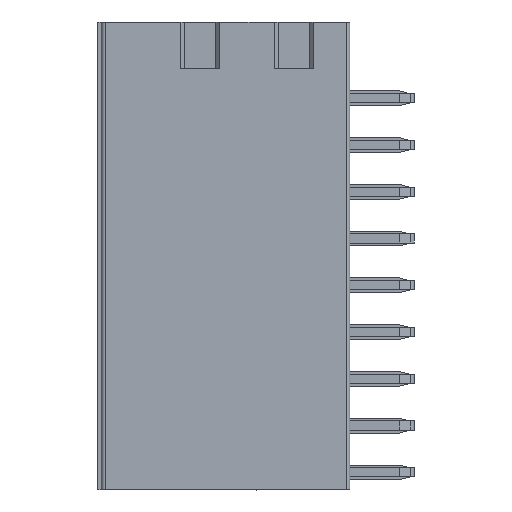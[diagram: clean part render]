
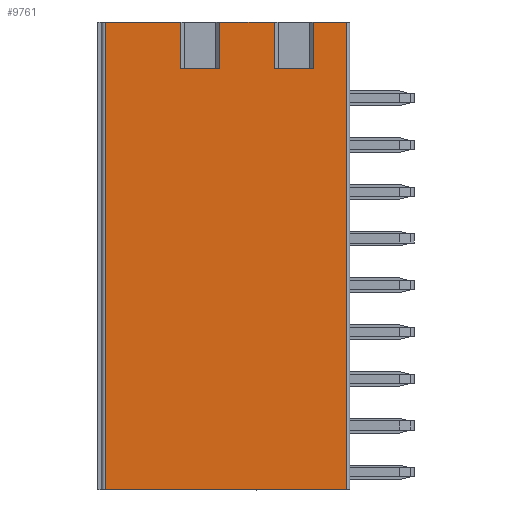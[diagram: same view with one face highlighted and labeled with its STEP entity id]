
A CAD part, top view. The second image highlights one B-rep face of the part: STEP entity #9761.
In plain terms, the highlighted planar face has unit normal (0, 0, 1).
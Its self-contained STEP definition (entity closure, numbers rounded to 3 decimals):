
#366=DIRECTION('',(0.,1.,0.));
#367=VECTOR('',#366,25.4);
#368=CARTESIAN_POINT('',(-13.3,-20.32,0.));
#369=LINE('',#368,#367);
#370=DIRECTION('',(0.,1.,0.));
#371=VECTOR('',#370,2.54);
#372=CARTESIAN_POINT('',(-9.18,2.54,0.));
#373=LINE('',#372,#371);
#374=DIRECTION('',(1.,0.,0.));
#375=VECTOR('',#374,2.1);
#376=CARTESIAN_POINT('',(-9.18,2.54,0.));
#377=LINE('',#376,#375);
#378=DIRECTION('',(0.,1.,0.));
#379=VECTOR('',#378,2.54);
#380=CARTESIAN_POINT('',(-7.08,2.54,0.));
#381=LINE('',#380,#379);
#382=DIRECTION('',(0.,1.,0.));
#383=VECTOR('',#382,2.54);
#384=CARTESIAN_POINT('',(-4.1,2.54,0.));
#385=LINE('',#384,#383);
#386=DIRECTION('',(1.,0.,0.));
#387=VECTOR('',#386,2.1);
#388=CARTESIAN_POINT('',(-4.1,2.54,0.));
#389=LINE('',#388,#387);
#390=DIRECTION('',(0.,1.,0.));
#391=VECTOR('',#390,2.54);
#392=CARTESIAN_POINT('',(-2.,2.54,0.));
#393=LINE('',#392,#391);
#394=DIRECTION('',(0.,1.,0.));
#395=VECTOR('',#394,25.4);
#396=CARTESIAN_POINT('',(-0.2,-20.32,0.));
#397=LINE('',#396,#395);
#2213=DIRECTION('',(1.,0.,0.));
#2214=VECTOR('',#2213,13.1);
#2215=CARTESIAN_POINT('',(-13.3,-20.32,0.));
#2216=LINE('',#2215,#2214);
#2988=DIRECTION('',(1.,0.,0.));
#2989=VECTOR('',#2988,2.98);
#2990=CARTESIAN_POINT('',(-7.08,5.08,0.));
#2991=LINE('',#2990,#2989);
#3004=DIRECTION('',(1.,0.,0.));
#3005=VECTOR('',#3004,4.12);
#3006=CARTESIAN_POINT('',(-13.3,5.08,0.));
#3007=LINE('',#3006,#3005);
#3093=DIRECTION('',(1.,0.,0.));
#3094=VECTOR('',#3093,1.8);
#3095=CARTESIAN_POINT('',(-2.,5.08,0.));
#3096=LINE('',#3095,#3094);
#7530=CARTESIAN_POINT('',(-13.3,5.08,0.));
#7531=VERTEX_POINT('',#7530);
#7532=CARTESIAN_POINT('',(-0.2,5.08,0.));
#7534=VERTEX_POINT('',#7532);
#7613=CARTESIAN_POINT('',(-4.1,5.08,0.));
#7615=VERTEX_POINT('',#7613);
#7616=CARTESIAN_POINT('',(-2.,5.08,0.));
#7618=VERTEX_POINT('',#7616);
#7624=CARTESIAN_POINT('',(-9.18,5.08,0.));
#7625=VERTEX_POINT('',#7624);
#7626=CARTESIAN_POINT('',(-7.08,5.08,0.));
#7627=VERTEX_POINT('',#7626);
#7645=CARTESIAN_POINT('',(-4.1,2.54,0.));
#7647=VERTEX_POINT('',#7645);
#7648=CARTESIAN_POINT('',(-2.,2.54,0.));
#7650=VERTEX_POINT('',#7648);
#7656=CARTESIAN_POINT('',(-9.18,2.54,0.));
#7657=VERTEX_POINT('',#7656);
#7658=CARTESIAN_POINT('',(-7.08,2.54,0.));
#7659=VERTEX_POINT('',#7658);
#8898=CARTESIAN_POINT('',(-13.3,-20.32,0.));
#8899=VERTEX_POINT('',#8898);
#8900=CARTESIAN_POINT('',(-0.2,-20.32,0.));
#8901=VERTEX_POINT('',#8900);
#9731=CARTESIAN_POINT('',(-13.3,0.,0.));
#9732=DIRECTION('',(0.,0.,1.));
#9733=DIRECTION('',(1.,0.,0.));
#9734=AXIS2_PLACEMENT_3D('',#9731,#9732,#9733);
#9735=PLANE('',#9734);
#9737=ORIENTED_EDGE('',*,*,#9736,.F.);
#9739=ORIENTED_EDGE('',*,*,#9738,.F.);
#9740=ORIENTED_EDGE('',*,*,#9721,.T.);
#9742=ORIENTED_EDGE('',*,*,#9741,.T.);
#9744=ORIENTED_EDGE('',*,*,#9743,.F.);
#9746=ORIENTED_EDGE('',*,*,#9745,.T.);
#9748=ORIENTED_EDGE('',*,*,#9747,.T.);
#9750=ORIENTED_EDGE('',*,*,#9749,.T.);
#9752=ORIENTED_EDGE('',*,*,#9751,.F.);
#9754=ORIENTED_EDGE('',*,*,#9753,.T.);
#9756=ORIENTED_EDGE('',*,*,#9755,.T.);
#9758=ORIENTED_EDGE('',*,*,#9757,.T.);
#9759=EDGE_LOOP('',(#9737,#9739,#9740,#9742,#9744,#9746,#9748,#9750,#9752,#9754,
#9756,#9758));
#9760=FACE_OUTER_BOUND('',#9759,.F.);
#9721=EDGE_CURVE('',#8899,#7531,#369,.T.);
#9736=EDGE_CURVE('',#8901,#7534,#397,.T.);
#9738=EDGE_CURVE('',#8899,#8901,#2216,.T.);
#9741=EDGE_CURVE('',#7531,#7625,#3007,.T.);
#9743=EDGE_CURVE('',#7657,#7625,#373,.T.);
#9745=EDGE_CURVE('',#7657,#7659,#377,.T.);
#9747=EDGE_CURVE('',#7659,#7627,#381,.T.);
#9749=EDGE_CURVE('',#7627,#7615,#2991,.T.);
#9751=EDGE_CURVE('',#7647,#7615,#385,.T.);
#9753=EDGE_CURVE('',#7647,#7650,#389,.T.);
#9755=EDGE_CURVE('',#7650,#7618,#393,.T.);
#9757=EDGE_CURVE('',#7618,#7534,#3096,.T.);
#9761=ADVANCED_FACE('',(#9760),#9735,.T.);
